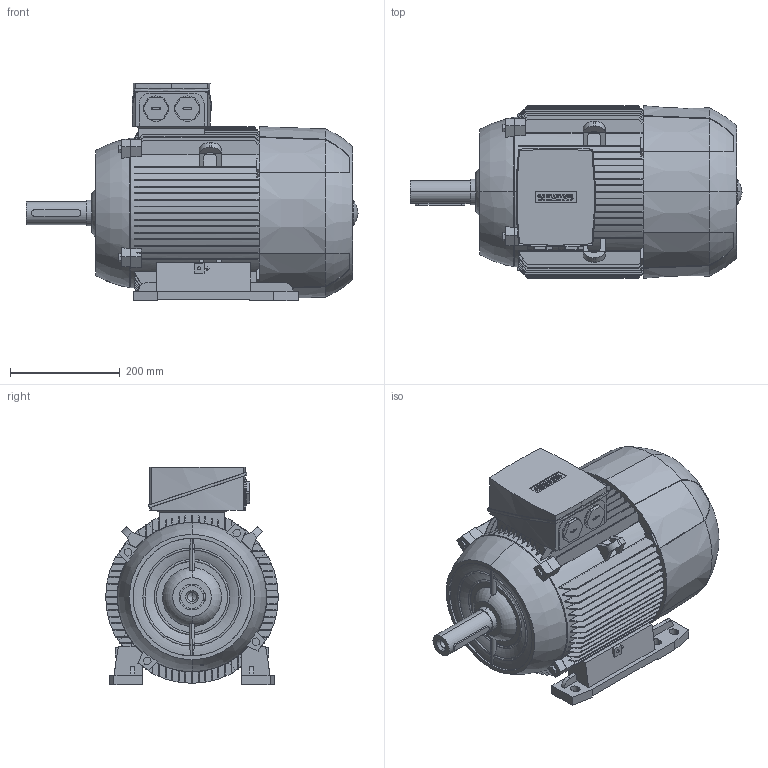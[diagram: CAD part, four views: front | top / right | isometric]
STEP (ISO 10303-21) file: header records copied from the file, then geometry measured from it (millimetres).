
FILE_DESCRIPTION(('STEP AP214'),'1');
FILE_NAME('cctmp_BAAE2AFF-BF45-4C97-8758-CE1F1720B65B_2023_06_26_14_59_29_0036..stp','2023-06-26T12:59:29',('SIEMENS A&D'),('CADClick - www.CADClick.com'),'Spatial InterOp 3D',' ','unknown authorization');
FILE_SCHEMA(('AUTOMOTIVE_DESIGN'));
Length unit declared in the file: millimetre
Products named in the file (1): 2023_06_26_14_59_29_0020
Bounding box: 604 x 314 x 396.5 mm (x, y, z)
Volume: 33033530.8 mm3; surface area: 1287144.7 mm2
Topology: 1 solids, 1 shells, 1042 faces, 2985 edges, 1976 vertices
Faces by surface type: plane 627, cylinder 245, torus 152, cone 18
Entity records: 51057 total; most frequent: CARTESIAN_POINT 15917, ORIENTED_EDGE 5962, DIRECTION 5154, EDGE_CURVE 2981, VERTEX_POINT 1976, LINE 1766, VECTOR 1766, AXIS2_PLACEMENT_3D 1694
